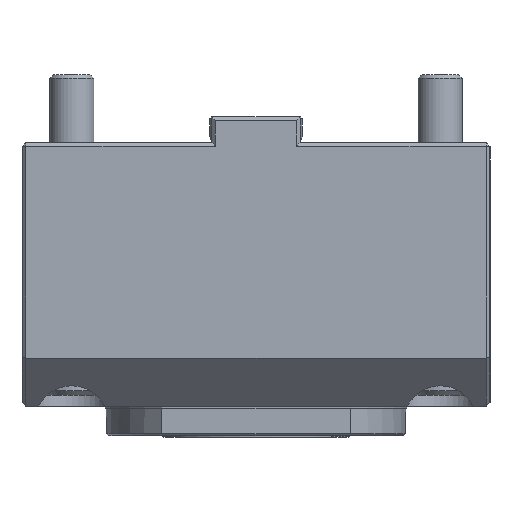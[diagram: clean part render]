
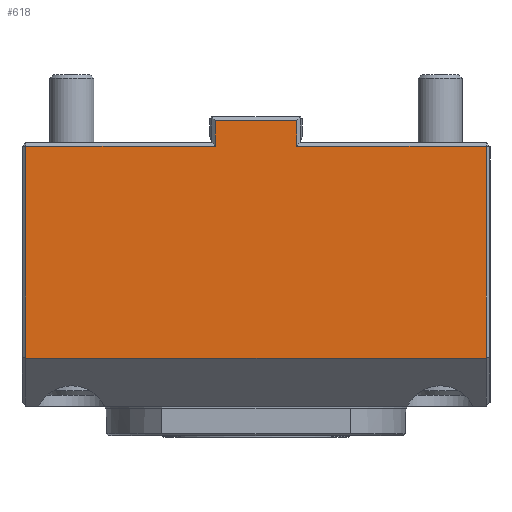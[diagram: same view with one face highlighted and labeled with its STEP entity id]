
A CAD part, left-side view. The second image highlights one B-rep face of the part: STEP entity #618.
In plain terms, the highlighted planar face has unit normal (-1, 0, 0).
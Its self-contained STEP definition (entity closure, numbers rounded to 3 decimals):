
#123=LINE('',#3555,#296);
#129=LINE('',#3575,#302);
#133=LINE('',#3591,#306);
#170=LINE('',#3953,#343);
#173=LINE('',#3958,#346);
#181=LINE('',#3978,#354);
#182=LINE('',#3980,#355);
#183=LINE('',#3982,#356);
#296=VECTOR('',#2664,1.);
#302=VECTOR('',#2688,1.);
#306=VECTOR('',#2708,1.);
#343=VECTOR('',#2821,1.);
#346=VECTOR('',#2826,1.);
#354=VECTOR('',#2850,1.);
#355=VECTOR('',#2851,1.);
#356=VECTOR('',#2852,1.);
#618=ADVANCED_FACE('',(#830),#729,.F.);
#729=PLANE('',#2360);
#830=FACE_OUTER_BOUND('',#965,.T.);
#965=EDGE_LOOP('',(#1403,#1404,#1405,#1406,#1407,#1408,#1409,#1410));
#1403=ORIENTED_EDGE('',*,*,#1952,.T.);
#1404=ORIENTED_EDGE('',*,*,#2033,.T.);
#1405=ORIENTED_EDGE('',*,*,#2030,.T.);
#1406=ORIENTED_EDGE('',*,*,#2043,.T.);
#1407=ORIENTED_EDGE('',*,*,#2044,.T.);
#1408=ORIENTED_EDGE('',*,*,#2045,.T.);
#1409=ORIENTED_EDGE('',*,*,#1969,.T.);
#1410=ORIENTED_EDGE('',*,*,#1962,.T.);
#1732=VERTEX_POINT('',#3556);
#1733=VERTEX_POINT('',#3557);
#1736=VERTEX_POINT('',#3574);
#1740=VERTEX_POINT('',#3589);
#1779=VERTEX_POINT('',#3952);
#1780=VERTEX_POINT('',#3954);
#1785=VERTEX_POINT('',#3979);
#1786=VERTEX_POINT('',#3981);
#1952=EDGE_CURVE('',#1732,#1733,#123,.T.);
#1962=EDGE_CURVE('',#1736,#1732,#129,.T.);
#1969=EDGE_CURVE('',#1740,#1736,#133,.T.);
#2030=EDGE_CURVE('',#1780,#1779,#170,.T.);
#2033=EDGE_CURVE('',#1733,#1780,#173,.T.);
#2043=EDGE_CURVE('',#1779,#1785,#181,.T.);
#2044=EDGE_CURVE('',#1785,#1786,#182,.T.);
#2045=EDGE_CURVE('',#1786,#1740,#183,.T.);
#2360=AXIS2_PLACEMENT_3D('',#3983,#2853,#2854);
#2664=DIRECTION('',(0.,-1.,0.));
#2688=DIRECTION('',(0.,0.,-1.));
#2708=DIRECTION('',(0.,1.,0.));
#2821=DIRECTION('',(0.,1.,0.));
#2826=DIRECTION('',(0.,0.,1.));
#2850=DIRECTION('',(0.,0.,1.));
#2851=DIRECTION('',(0.,1.,0.));
#2852=DIRECTION('',(0.,0.,-1.));
#2853=DIRECTION('',(1.,0.,0.));
#2854=DIRECTION('',(0.,0.,1.));
#3555=CARTESIAN_POINT('',(-107.5,-63.5,-58.5));
#3556=CARTESIAN_POINT('',(-107.5,62.5,-58.5));
#3557=CARTESIAN_POINT('',(-107.5,-62.5,-58.5));
#3574=CARTESIAN_POINT('',(-107.5,62.5,-1.));
#3575=CARTESIAN_POINT('',(-107.5,62.5,-72.));
#3589=CARTESIAN_POINT('',(-107.5,11.,-1.));
#3591=CARTESIAN_POINT('',(-107.5,-63.5,-1.));
#3952=CARTESIAN_POINT('',(-107.5,-11.,-1.));
#3953=CARTESIAN_POINT('',(-107.5,-63.5,-1.));
#3954=CARTESIAN_POINT('',(-107.5,-62.5,-1.));
#3958=CARTESIAN_POINT('',(-107.5,-62.5,-72.));
#3978=CARTESIAN_POINT('',(-107.5,-11.,-72.));
#3979=CARTESIAN_POINT('',(-107.5,-11.,6.));
#3980=CARTESIAN_POINT('',(-107.5,-63.5,6.));
#3981=CARTESIAN_POINT('',(-107.5,11.,6.));
#3982=CARTESIAN_POINT('',(-107.5,11.,-72.));
#3983=CARTESIAN_POINT('',(-107.5,-63.5,-72.));
